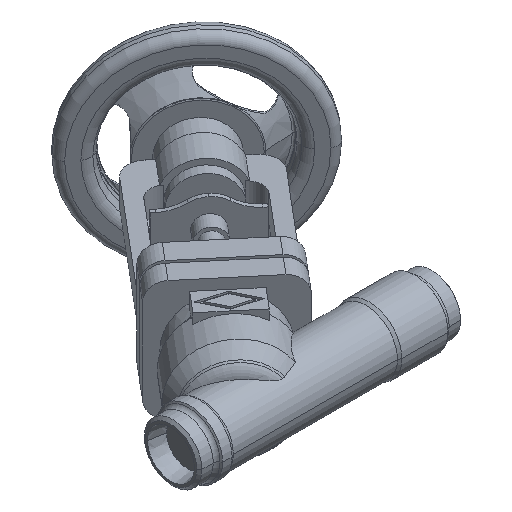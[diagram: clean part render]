
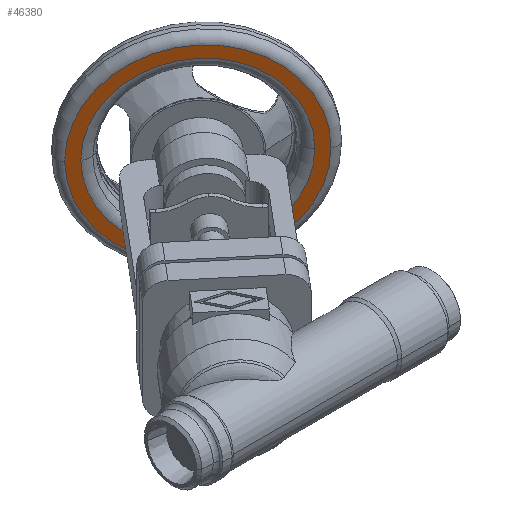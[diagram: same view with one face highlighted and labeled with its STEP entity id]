
A CAD part, isometric view. The second image highlights one B-rep face of the part: STEP entity #46380.
In plain terms, the highlighted planar face has unit normal (-0.643, -0.766, 0).
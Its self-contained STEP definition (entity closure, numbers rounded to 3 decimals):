
#45760=CARTESIAN_POINT('',(122.117,186.722,0.));
#45770=VERTEX_POINT('',#45760);
#45870=CARTESIAN_POINT('',(210.213,112.801,0.));
#45880=VERTEX_POINT('',#45870);
#45910=CARTESIAN_POINT('',(166.165,149.762,0.));
#45920=DIRECTION('',(0.643,0.766,0.));
#45930=DIRECTION('',(0.766,-0.643,
0.));
#45940=AXIS2_PLACEMENT_3D('',#45910,#45920,#45930);
#45950=CIRCLE('',#45940,57.5);
#45960=CARTESIAN_POINT('',(166.165,149.762,57.5));
#45970=VERTEX_POINT('',#45960);
#45980=EDGE_CURVE('',#45970,#45880,#45950,.T.);
#46000=EDGE_CURVE('',#45770,#45970,#45950,.T.);
#46120=CARTESIAN_POINT('',(207.531,115.051,
0.));
#46130=DIRECTION('',(-0.643,-0.766,0.));
#46140=DIRECTION('',(-0.766,0.643,
0.));
#46150=AXIS2_PLACEMENT_3D('',#46120,#46130,#46140);
#46160=PLANE('',#46150);
#46170=ORIENTED_EDGE('',*,*,#45980,.F.);
#46180=EDGE_CURVE('',#45880,#45770,#45950,.T.);
#46190=ORIENTED_EDGE('',*,*,#46180,.F.);
#46200=ORIENTED_EDGE('',*,*,#46000,.F.);
#46210=EDGE_LOOP('',(#46200,#46190,#46170));
#46220=FACE_OUTER_BOUND('',#46210,.T.);
#46230=CARTESIAN_POINT('',(166.165,149.762,0.));
#46240=DIRECTION('',(0.643,0.766,0.));
#46250=DIRECTION('',(0.766,-0.643,
0.));
#46260=AXIS2_PLACEMENT_3D('',#46230,#46240,#46250);
#46270=CIRCLE('',#46260,50.5);
#46280=CARTESIAN_POINT('',(204.85,117.301,0.));
#46290=VERTEX_POINT('',#46280);
#46300=CARTESIAN_POINT('',(127.48,182.222,0.));
#46310=VERTEX_POINT('',#46300);
#46320=EDGE_CURVE('',#46290,#46310,#46270,.T.);
#46330=ORIENTED_EDGE('',*,*,#46320,.T.);
#46340=EDGE_CURVE('',#46310,#46290,#46270,.T.);
#46350=ORIENTED_EDGE('',*,*,#46340,.T.);
#46360=EDGE_LOOP('',(#46350,#46330));
#46370=FACE_BOUND('',#46360,.T.);
#46380=ADVANCED_FACE('',(#46220,#46370),#46160,.T.);
